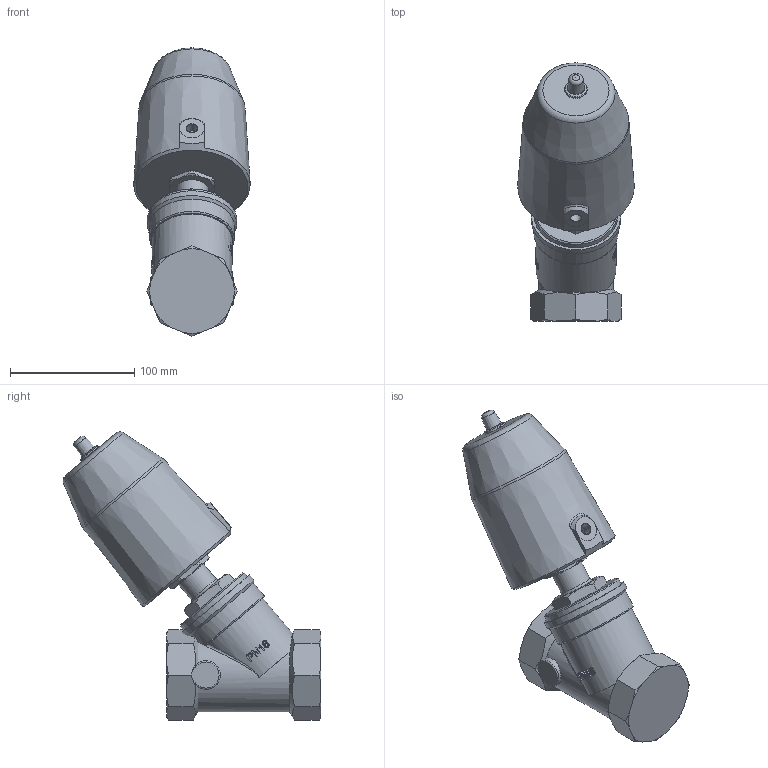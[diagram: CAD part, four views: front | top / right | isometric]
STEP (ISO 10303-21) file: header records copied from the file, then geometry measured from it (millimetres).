
FILE_DESCRIPTION(/* description */ ('3D-Modell'),/* implementation_level */ '2;1');
FILE_NAME(/* name */ '2000.000062.stp',/* time_stamp */ '2018-04-17T15:54:05+02:00',/* author */ ('KHegerding'),/* organization */ (''),/* preprocessor_version */ 'ST-DEVELOPER v16.1',/* originating_system */ 'Autodesk Inventor 2016',/* authorisation */ '');
FILE_SCHEMA (('AUTOMOTIVE_DESIGN { 1 0 10303 214 3 1 1 }'));
Length unit declared in the file: millimetre
Products named in the file (1): 88-002163
Bounding box: 93.78 x 207.5 x 231.89 mm (x, y, z)
Volume: 842661.6 mm3; surface area: 129082.5 mm2
Topology: 1 solids, 1 shells, 363 faces, 924 edges, 590 vertices
Faces by surface type: bspline 119, plane 102, cylinder 65, cone 49, torus 16, sphere 12
Full cylindrical faces by diameter (mm): 2.5 x1, 3 x1, 8.566 x1, 11.2 x1, 13.2 x1, 18.2 x1, 20 x1, 20.5 x1, 26 x1, 40 x1, 67 x1, 67.3 x1, 80 x1, 81 x1, 81.6 x1, 81.7 x1
Entity records: 26554 total; most frequent: CARTESIAN_POINT 19177, ORIENTED_EDGE 1702, DIRECTION 1173, EDGE_CURVE 851, VERTEX_POINT 567, AXIS2_PLACEMENT_3D 473, EDGE_LOOP 440, FACE_OUTER_BOUND 362
